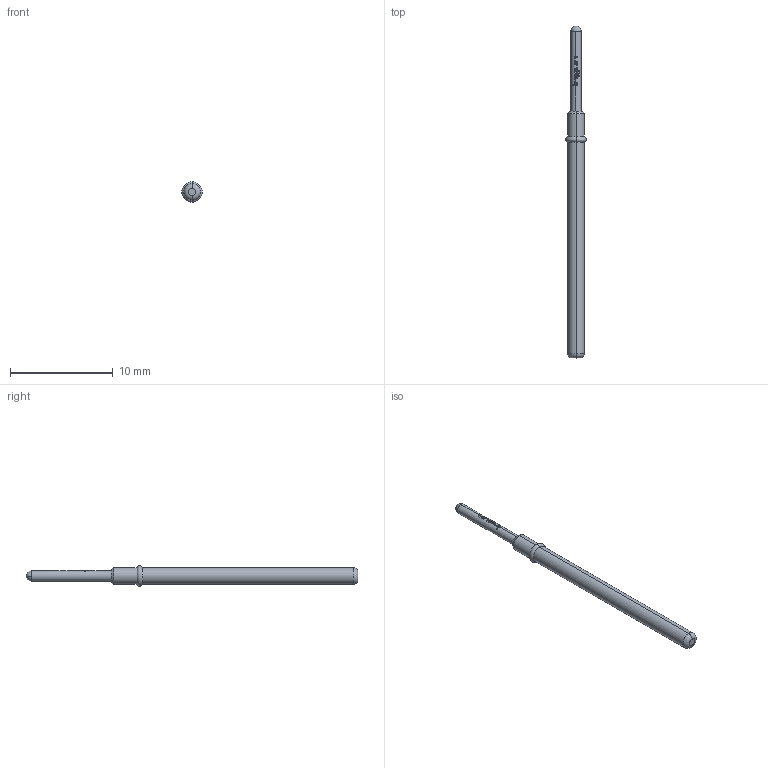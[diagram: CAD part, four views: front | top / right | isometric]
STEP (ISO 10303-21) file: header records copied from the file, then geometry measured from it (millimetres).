
FILE_DESCRIPTION (( 'STEP AP203' ), '1' );
FILE_NAME ('INGUN_GKS-112_305_100_A_xx03.STEP', '2021-12-22T09:34:43', ( 'ochi' ), ( '' ), 'SwSTEP 2.0', 'SolidWorks 2018', '' );
FILE_SCHEMA (( 'CONFIG_CONTROL_DESIGN' ));
Length unit declared in the file: millimetre
Products named in the file (1): INGUN_GKS-112_305_100_A_xx03
Bounding box: 2 x 32.3 x 2 mm (x, y, z)
Volume: 57.8 mm3; surface area: 153.6 mm2
Topology: 1 solids, 1 shells, 88 faces, 247 edges, 161 vertices
Faces by surface type: bspline 62, cylinder 16, torus 4, sphere 2, cone 2, plane 2
Entity records: 3928 total; most frequent: CARTESIAN_POINT 2163, ORIENTED_EDGE 490, EDGE_CURVE 245, B_SPLINE_CURVE_WITH_KNOTS 204, VERTEX_POINT 161, DIRECTION 119, EDGE_LOOP 90, ADVANCED_FACE 88
